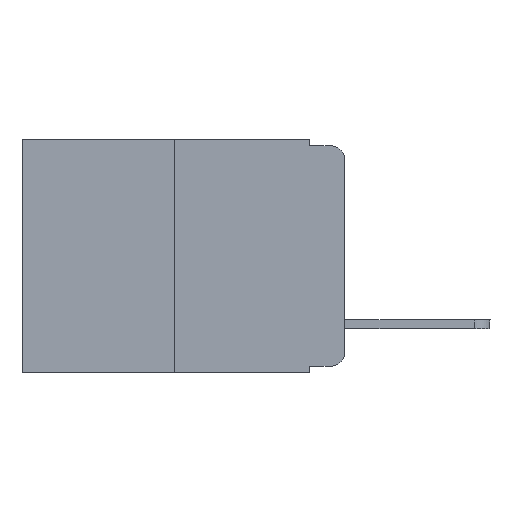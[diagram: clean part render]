
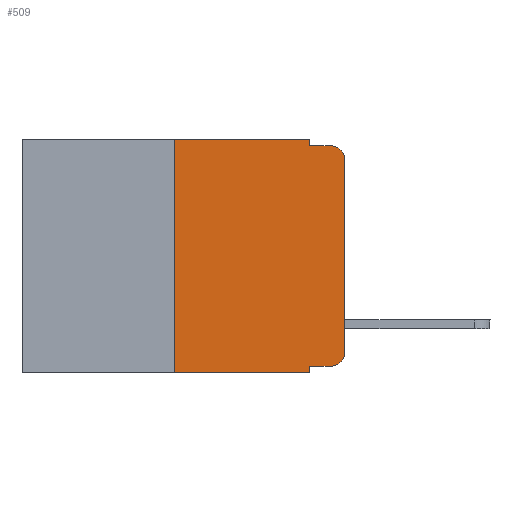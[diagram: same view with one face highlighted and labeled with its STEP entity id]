
A CAD part, left-side view. The second image highlights one B-rep face of the part: STEP entity #509.
In plain terms, the highlighted planar face has unit normal (-1, 0, 0).
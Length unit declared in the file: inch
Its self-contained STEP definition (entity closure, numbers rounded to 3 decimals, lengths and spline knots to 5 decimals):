
#64 = DIRECTION ( 'NONE',  ( 0., -1., 0. ) ) ;
#104 = LINE ( 'NONE', #9105, #9430 ) ;
#130 = PLANE ( 'NONE',  #5390 ) ;
#145 = DIRECTION ( 'NONE',  ( 0., 0., 1. ) ) ;
#226 = EDGE_CURVE ( 'NONE', #7075, #6149, #7247, .T. ) ;
#467 = FACE_OUTER_BOUND ( 'NONE', #2867, .T. ) ;
#509 = ADVANCED_FACE ( 'NONE', ( #467 ), #130, .F. ) ;
#526 = CARTESIAN_POINT ( 'NONE',  ( 0., 0.473, -0.343 ) ) ;
#545 = DIRECTION ( 'NONE',  ( 0., -1., 0. ) ) ;
#630 = EDGE_CURVE ( 'NONE', #4214, #3937, #104, .T. ) ;
#742 = EDGE_CURVE ( 'NONE', #2302, #2870, #3426, .T. ) ;
#753 = DIRECTION ( 'NONE',  ( 0., -1., 0. ) ) ;
#880 = CARTESIAN_POINT ( 'NONE',  ( 0., 0.473, 0. ) ) ;
#897 = CARTESIAN_POINT ( 'NONE',  ( 0., 0.25, 0. ) ) ;
#917 = VERTEX_POINT ( 'NONE', #5226 ) ;
#992 = DIRECTION ( 'NONE',  ( 0., -1., 0. ) ) ;
#1010 = EDGE_CURVE ( 'NONE', #3937, #6149, #4117, .T. ) ;
#1062 = EDGE_CURVE ( 'NONE', #917, #6227, #7110, .T. ) ;
#1483 = VECTOR ( 'NONE', #545, 39.37008 ) ;
#1575 = AXIS2_PLACEMENT_3D ( 'NONE', #6776, #1690, #1725 ) ;
#1690 = DIRECTION ( 'NONE',  ( -1., 0., 0. ) ) ;
#1701 = VECTOR ( 'NONE', #9427, 39.37008 ) ;
#1725 = DIRECTION ( 'NONE',  ( 0., 0., -1. ) ) ;
#2003 = EDGE_CURVE ( 'NONE', #6227, #7075, #3639, .T. ) ;
#2040 = LINE ( 'NONE', #526, #7420 ) ;
#2064 = EDGE_CURVE ( 'NONE', #8530, #8996, #2040, .T. ) ;
#2302 = VERTEX_POINT ( 'NONE', #9301 ) ;
#2867 = EDGE_LOOP ( 'NONE', ( #8216, #3024, #5570, #6608, #4987, #4057, #4960, #9224, #3267, #5480 ) ) ;
#2870 = VERTEX_POINT ( 'NONE', #5437 ) ;
#3024 = ORIENTED_EDGE ( 'NONE', *, *, #1010, .T. ) ;
#3033 = CIRCLE ( 'NONE', #8650, 0.02 ) ;
#3044 = EDGE_CURVE ( 'NONE', #2870, #4214, #3033, .T. ) ;
#3093 = DIRECTION ( 'NONE',  ( 0., 0., -1. ) ) ;
#3267 = ORIENTED_EDGE ( 'NONE', *, *, #742, .T. ) ;
#3426 = LINE ( 'NONE', #7086, #1483 ) ;
#3572 = VECTOR ( 'NONE', #145, 39.37008 ) ;
#3639 = LINE ( 'NONE', #6668, #1701 ) ;
#3935 = CARTESIAN_POINT ( 'NONE',  ( 0., 0.473, 0. ) ) ;
#3937 = VERTEX_POINT ( 'NONE', #8815 ) ;
#3942 = CARTESIAN_POINT ( 'NONE',  ( 0., 0.051, 0. ) ) ;
#3989 = DIRECTION ( 'NONE',  ( 0., 0., -1. ) ) ;
#4057 = ORIENTED_EDGE ( 'NONE', *, *, #5200, .F. ) ;
#4061 = DIRECTION ( 'NONE',  ( 0., 0., -1. ) ) ;
#4111 = CARTESIAN_POINT ( 'NONE',  ( 0., 0.051, -0.343 ) ) ;
#4117 = CIRCLE ( 'NONE', #1575, 0.02 ) ;
#4214 = VERTEX_POINT ( 'NONE', #5504 ) ;
#4736 = LINE ( 'NONE', #6211, #8383 ) ;
#4960 = ORIENTED_EDGE ( 'NONE', *, *, #2064, .T. ) ;
#4987 = ORIENTED_EDGE ( 'NONE', *, *, #1062, .F. ) ;
#5200 = EDGE_CURVE ( 'NONE', #8530, #917, #5531, .T. ) ;
#5226 = CARTESIAN_POINT ( 'NONE',  ( 0., 0.25, 0. ) ) ;
#5390 = AXIS2_PLACEMENT_3D ( 'NONE', #880, #6028, #3093 ) ;
#5437 = CARTESIAN_POINT ( 'NONE',  ( 0., 0.02, -0.333 ) ) ;
#5480 = ORIENTED_EDGE ( 'NONE', *, *, #3044, .T. ) ;
#5504 = CARTESIAN_POINT ( 'NONE',  ( 0., 0., -0.313 ) ) ;
#5531 = LINE ( 'NONE', #897, #3572 ) ;
#5570 = ORIENTED_EDGE ( 'NONE', *, *, #226, .F. ) ;
#5573 = DIRECTION ( 'NONE',  ( 0., 0., 1. ) ) ;
#6028 = DIRECTION ( 'NONE',  ( 1., 0., 0. ) ) ;
#6149 = VERTEX_POINT ( 'NONE', #8227 ) ;
#6211 = CARTESIAN_POINT ( 'NONE',  ( 0., 0.051, 0. ) ) ;
#6227 = VERTEX_POINT ( 'NONE', #3942 ) ;
#6288 = EDGE_CURVE ( 'NONE', #2302, #8996, #4736, .T. ) ;
#6293 = CARTESIAN_POINT ( 'NONE',  ( 0., 0.02, -0.313 ) ) ;
#6608 = ORIENTED_EDGE ( 'NONE', *, *, #2003, .F. ) ;
#6668 = CARTESIAN_POINT ( 'NONE',  ( 0., 0.051, 0. ) ) ;
#6754 = VECTOR ( 'NONE', #992, 39.37008 ) ;
#6776 = CARTESIAN_POINT ( 'NONE',  ( 0., 0.02, -0.03 ) ) ;
#7075 = VERTEX_POINT ( 'NONE', #9410 ) ;
#7086 = CARTESIAN_POINT ( 'NONE',  ( 0., 0.051, -0.333 ) ) ;
#7110 = LINE ( 'NONE', #3935, #6754 ) ;
#7247 = LINE ( 'NONE', #8875, #8395 ) ;
#7420 = VECTOR ( 'NONE', #64, 39.37008 ) ;
#7645 = DIRECTION ( 'NONE',  ( -1., 0., 0. ) ) ;
#8216 = ORIENTED_EDGE ( 'NONE', *, *, #630, .T. ) ;
#8227 = CARTESIAN_POINT ( 'NONE',  ( 0., 0.02, -0.01 ) ) ;
#8383 = VECTOR ( 'NONE', #4061, 39.37008 ) ;
#8395 = VECTOR ( 'NONE', #753, 39.37008 ) ;
#8530 = VERTEX_POINT ( 'NONE', #9122 ) ;
#8650 = AXIS2_PLACEMENT_3D ( 'NONE', #6293, #7645, #3989 ) ;
#8815 = CARTESIAN_POINT ( 'NONE',  ( 0., 0., -0.03 ) ) ;
#8875 = CARTESIAN_POINT ( 'NONE',  ( 0., 0.051, -0.01 ) ) ;
#8996 = VERTEX_POINT ( 'NONE', #4111 ) ;
#9105 = CARTESIAN_POINT ( 'NONE',  ( 0., 0., 0. ) ) ;
#9122 = CARTESIAN_POINT ( 'NONE',  ( 0., 0.25, -0.343 ) ) ;
#9224 = ORIENTED_EDGE ( 'NONE', *, *, #6288, .F. ) ;
#9301 = CARTESIAN_POINT ( 'NONE',  ( 0., 0.051, -0.333 ) ) ;
#9410 = CARTESIAN_POINT ( 'NONE',  ( 0., 0.051, -0.01 ) ) ;
#9427 = DIRECTION ( 'NONE',  ( 0., 0., -1. ) ) ;
#9430 = VECTOR ( 'NONE', #5573, 39.37008 ) ;
